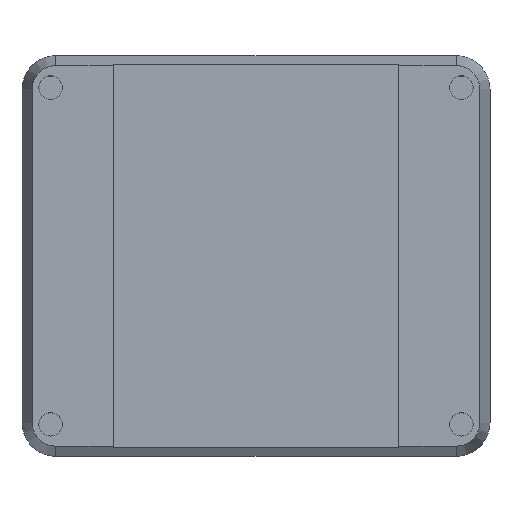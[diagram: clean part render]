
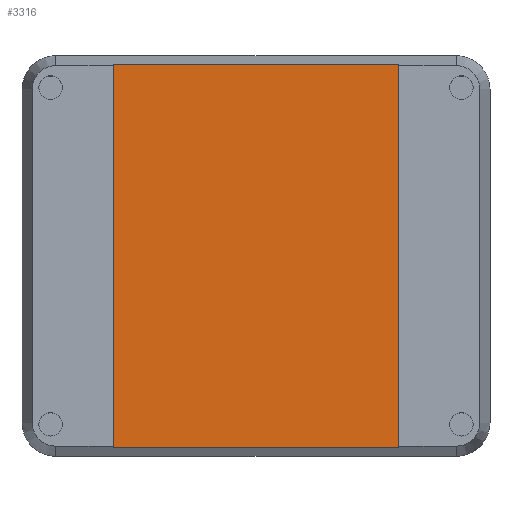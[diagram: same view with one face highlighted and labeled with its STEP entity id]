
A CAD part, top view. The second image highlights one B-rep face of the part: STEP entity #3316.
In plain terms, the highlighted planar face has unit normal (0, 0, 1).
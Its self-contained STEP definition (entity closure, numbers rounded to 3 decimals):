
#210=LINE('',#5605,#450);
#216=LINE('',#5617,#456);
#217=LINE('',#5619,#457);
#218=LINE('',#5620,#458);
#450=VECTOR('',#4647,10.);
#456=VECTOR('',#4655,10.);
#457=VECTOR('',#4658,10.);
#458=VECTOR('',#4659,10.);
#876=FACE_OUTER_BOUND('',#1171,.T.);
#1171=EDGE_LOOP('',(#2841,#2842,#2843,#2844));
#1637=VERTEX_POINT('',#5601);
#1639=VERTEX_POINT('',#5604);
#1642=VERTEX_POINT('',#5611);
#1644=VERTEX_POINT('',#5615);
#2046=EDGE_CURVE('',#1637,#1639,#210,.T.);
#2052=EDGE_CURVE('',#1644,#1642,#216,.T.);
#2053=EDGE_CURVE('',#1642,#1637,#217,.T.);
#2054=EDGE_CURVE('',#1639,#1644,#218,.T.);
#2841=ORIENTED_EDGE('',*,*,#2053,.F.);
#2842=ORIENTED_EDGE('',*,*,#2052,.F.);
#2843=ORIENTED_EDGE('',*,*,#2054,.F.);
#2844=ORIENTED_EDGE('',*,*,#2046,.F.);
#3120=PLANE('',#3711);
#3316=ADVANCED_FACE('',(#876),#3120,.F.);
#3711=AXIS2_PLACEMENT_3D('',#5618,#4656,#4657);
#4647=DIRECTION('',(0.,1.,0.));
#4655=DIRECTION('',(0.,-1.,0.));
#4656=DIRECTION('center_axis',(0.,0.,-1.));
#4657=DIRECTION('ref_axis',(-1.,0.,0.));
#4658=DIRECTION('',(-1.,0.,0.));
#4659=DIRECTION('',(1.,0.,0.));
#5601=CARTESIAN_POINT('',(-42.397,-56.773,69.));
#5604=CARTESIAN_POINT('',(-42.397,56.773,69.));
#5605=CARTESIAN_POINT('',(-42.397,89.219,69.));
#5611=CARTESIAN_POINT('',(42.397,-56.773,69.));
#5615=CARTESIAN_POINT('',(42.397,56.773,69.));
#5617=CARTESIAN_POINT('',(42.397,-89.219,69.));
#5618=CARTESIAN_POINT('Origin',(0.,0.,69.));
#5619=CARTESIAN_POINT('',(-14.875,-56.773,69.));
#5620=CARTESIAN_POINT('',(14.875,56.773,69.));
